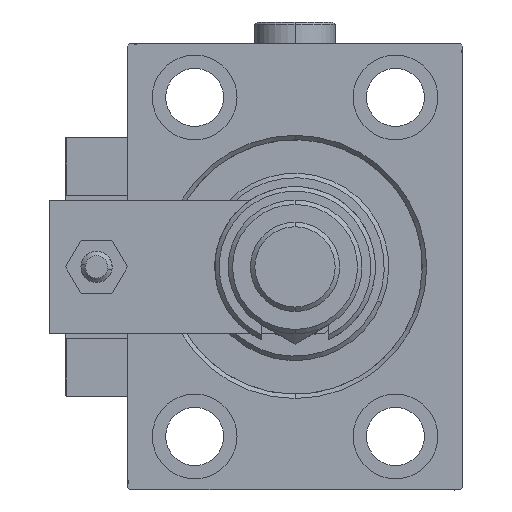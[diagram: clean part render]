
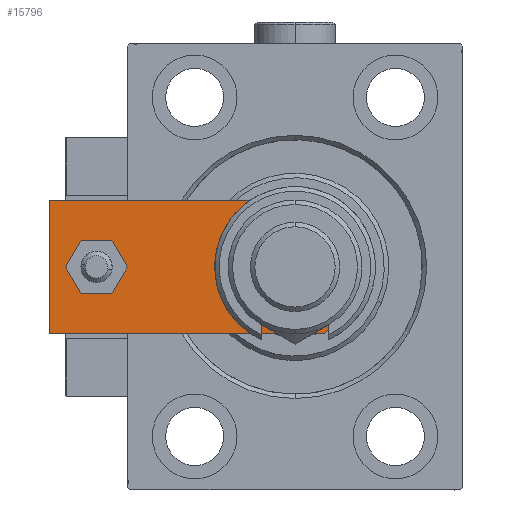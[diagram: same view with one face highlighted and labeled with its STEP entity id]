
A CAD part, left-side view. The second image highlights one B-rep face of the part: STEP entity #15796.
In plain terms, the highlighted face is planar.
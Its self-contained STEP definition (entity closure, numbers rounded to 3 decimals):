
#113 = AXIS2_PLACEMENT_3D ( 'NONE', #31696, #15422, #11010 ) ;
#997 = CIRCLE ( 'NONE', #113, 10. ) ;
#1414 = EDGE_CURVE ( 'NONE', #39606, #36091, #5306, .T. ) ;
#2184 = ORIENTED_EDGE ( 'NONE', *, *, #14520, .T. ) ;
#2523 = VECTOR ( 'NONE', #22954, 1000. ) ;
#4828 = VECTOR ( 'NONE', #45291, 1000. ) ;
#5306 = LINE ( 'NONE', #13597, #2523 ) ;
#5397 = CARTESIAN_POINT ( 'NONE',  ( 6.5, 0., 8. ) ) ;
#6201 = ORIENTED_EDGE ( 'NONE', *, *, #6830, .F. ) ;
#6830 = EDGE_CURVE ( 'NONE', #47471, #42654, #997, .T. ) ;
#7516 = CARTESIAN_POINT ( 'NONE',  ( 0., 15., 8. ) ) ;
#8797 = VERTEX_POINT ( 'NONE', #50863 ) ;
#10622 = EDGE_CURVE ( 'NONE', #49377, #30443, #23269, .T. ) ;
#11010 = DIRECTION ( 'NONE',  ( 1., 0., 0. ) ) ;
#11663 = DIRECTION ( 'NONE',  ( 1., 0., 0. ) ) ;
#11763 = CARTESIAN_POINT ( 'NONE',  ( -6.5, 0., 8. ) ) ;
#12341 = CARTESIAN_POINT ( 'NONE',  ( 0., 0., 8. ) ) ;
#13597 = CARTESIAN_POINT ( 'NONE',  ( 3.25, -3.25, 8. ) ) ;
#14285 = CARTESIAN_POINT ( 'NONE',  ( -10., 15., 8. ) ) ;
#14405 = AXIS2_PLACEMENT_3D ( 'NONE', #12341, #29967, #42891 ) ;
#14520 = EDGE_CURVE ( 'NONE', #30443, #39606, #44222, .T. ) ;
#15128 = EDGE_LOOP ( 'NONE', ( #45956, #20910 ) ) ;
#15422 = DIRECTION ( 'NONE',  ( 0., 0., 1. ) ) ;
#15550 = CARTESIAN_POINT ( 'NONE',  ( -15., 70., 8. ) ) ;
#15796 = ADVANCED_FACE ( 'NONE', ( #16739, #33295, #17013 ), #33842, .T. ) ;
#16739 = FACE_BOUND ( 'NONE', #15128, .T. ) ;
#17013 = FACE_BOUND ( 'NONE', #37893, .T. ) ;
#17606 = CARTESIAN_POINT ( 'NONE',  ( 10., 15., 8. ) ) ;
#18424 = EDGE_CURVE ( 'NONE', #27660, #49377, #53291, .T. ) ;
#20172 = VECTOR ( 'NONE', #20474, 1000. ) ;
#20474 = DIRECTION ( 'NONE',  ( -1., 0., 0. ) ) ;
#20910 = ORIENTED_EDGE ( 'NONE', *, *, #29906, .F. ) ;
#21026 = ORIENTED_EDGE ( 'NONE', *, *, #18424, .T. ) ;
#21251 = VECTOR ( 'NONE', #42184, 1000. ) ;
#22954 = DIRECTION ( 'NONE',  ( 0.707, 0.707, 0. ) ) ;
#23269 = LINE ( 'NONE', #35130, #35472 ) ;
#24220 = ORIENTED_EDGE ( 'NONE', *, *, #39757, .T. ) ;
#26639 = CARTESIAN_POINT ( 'NONE',  ( 0., 59.5, 8. ) ) ;
#26801 = DIRECTION ( 'NONE',  ( 0., 0., 1. ) ) ;
#27462 = DIRECTION ( 'NONE',  ( 1., 0., 0. ) ) ;
#27660 = VERTEX_POINT ( 'NONE', #34560 ) ;
#28115 = ORIENTED_EDGE ( 'NONE', *, *, #10622, .T. ) ;
#28473 = CARTESIAN_POINT ( 'NONE',  ( 15., 8.5, 8. ) ) ;
#28486 = DIRECTION ( 'NONE',  ( 0., 0., 1. ) ) ;
#28516 = CARTESIAN_POINT ( 'NONE',  ( -15., 0., 8. ) ) ;
#29906 = EDGE_CURVE ( 'NONE', #46989, #51946, #40027, .T. ) ;
#29967 = DIRECTION ( 'NONE',  ( 0., 0., 1. ) ) ;
#30443 = VERTEX_POINT ( 'NONE', #11763 ) ;
#31696 = CARTESIAN_POINT ( 'NONE',  ( 0., 15., 8. ) ) ;
#33295 = FACE_OUTER_BOUND ( 'NONE', #40326, .T. ) ;
#33449 = CIRCLE ( 'NONE', #44001, 10. ) ;
#33842 = PLANE ( 'NONE',  #14405 ) ;
#33852 = EDGE_CURVE ( 'NONE', #51946, #46989, #50719, .T. ) ;
#34560 = CARTESIAN_POINT ( 'NONE',  ( -15., 70., 8. ) ) ;
#35002 = ORIENTED_EDGE ( 'NONE', *, *, #54274, .F. ) ;
#35130 = CARTESIAN_POINT ( 'NONE',  ( -3.25, -3.25, 8. ) ) ;
#35394 = ORIENTED_EDGE ( 'NONE', *, *, #1414, .T. ) ;
#35472 = VECTOR ( 'NONE', #35683, 1000. ) ;
#35683 = DIRECTION ( 'NONE',  ( 0.707, -0.707, 0. ) ) ;
#36091 = VERTEX_POINT ( 'NONE', #28473 ) ;
#36473 = ORIENTED_EDGE ( 'NONE', *, *, #48114, .T. ) ;
#37876 = CARTESIAN_POINT ( 'NONE',  ( -15., 8.5, 8. ) ) ;
#37893 = EDGE_LOOP ( 'NONE', ( #6201, #35002 ) ) ;
#39606 = VERTEX_POINT ( 'NONE', #5397 ) ;
#39757 = EDGE_CURVE ( 'NONE', #8797, #27660, #50214, .T. ) ;
#40027 = CIRCLE ( 'NONE', #44419, 4. ) ;
#40326 = EDGE_LOOP ( 'NONE', ( #21026, #28115, #2184, #35394, #36473, #24220 ) ) ;
#42184 = DIRECTION ( 'NONE',  ( 0., 1., 0. ) ) ;
#42654 = VERTEX_POINT ( 'NONE', #17606 ) ;
#42891 = DIRECTION ( 'NONE',  ( 1., 0., 0. ) ) ;
#44001 = AXIS2_PLACEMENT_3D ( 'NONE', #7516, #28486, #11663 ) ;
#44222 = LINE ( 'NONE', #28516, #49537 ) ;
#44419 = AXIS2_PLACEMENT_3D ( 'NONE', #51869, #26801, #51333 ) ;
#45291 = DIRECTION ( 'NONE',  ( 0., -1., 0. ) ) ;
#45518 = CARTESIAN_POINT ( 'NONE',  ( 15., 70., 8. ) ) ;
#45956 = ORIENTED_EDGE ( 'NONE', *, *, #33852, .F. ) ;
#46047 = CARTESIAN_POINT ( 'NONE',  ( 15., 0., 8. ) ) ;
#46989 = VERTEX_POINT ( 'NONE', #53512 ) ;
#47471 = VERTEX_POINT ( 'NONE', #14285 ) ;
#47578 = DIRECTION ( 'NONE',  ( 0., 0., 1. ) ) ;
#48114 = EDGE_CURVE ( 'NONE', #36091, #8797, #50193, .T. ) ;
#49377 = VERTEX_POINT ( 'NONE', #37876 ) ;
#49537 = VECTOR ( 'NONE', #53839, 1000. ) ;
#50193 = LINE ( 'NONE', #46047, #21251 ) ;
#50214 = LINE ( 'NONE', #45518, #20172 ) ;
#50719 = CIRCLE ( 'NONE', #51618, 4. ) ;
#50863 = CARTESIAN_POINT ( 'NONE',  ( 15., 70., 8. ) ) ;
#51333 = DIRECTION ( 'NONE',  ( 1., 0., 0. ) ) ;
#51618 = AXIS2_PLACEMENT_3D ( 'NONE', #26639, #47578, #27462 ) ;
#51869 = CARTESIAN_POINT ( 'NONE',  ( 0., 59.5, 8. ) ) ;
#51946 = VERTEX_POINT ( 'NONE', #51962 ) ;
#51962 = CARTESIAN_POINT ( 'NONE',  ( -4., 59.5, 8. ) ) ;
#53291 = LINE ( 'NONE', #15550, #4828 ) ;
#53512 = CARTESIAN_POINT ( 'NONE',  ( 4., 59.5, 8. ) ) ;
#53839 = DIRECTION ( 'NONE',  ( 1., 0., 0. ) ) ;
#54274 = EDGE_CURVE ( 'NONE', #42654, #47471, #33449, .T. ) ;
